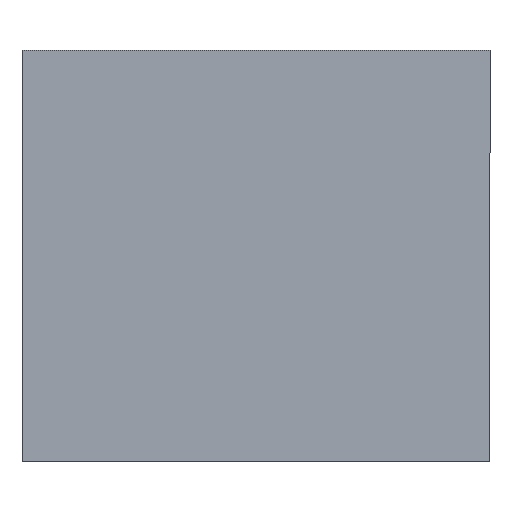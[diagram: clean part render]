
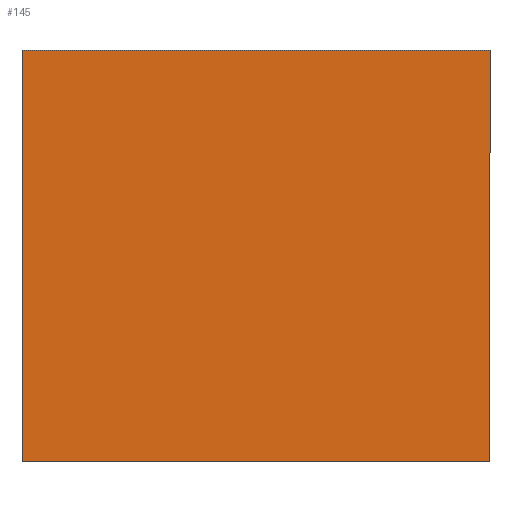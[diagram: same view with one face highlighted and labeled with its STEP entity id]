
A CAD part, left-side view. The second image highlights one B-rep face of the part: STEP entity #145.
In plain terms, the highlighted planar face has unit normal (-1, 0, 0).
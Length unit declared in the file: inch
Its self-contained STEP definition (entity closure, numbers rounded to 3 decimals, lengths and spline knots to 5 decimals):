
#15=LINE('',#231,#27);
#19=LINE('',#239,#31);
#22=LINE('',#245,#34);
#25=LINE('',#250,#37);
#27=VECTOR('',#195,0.3937);
#31=VECTOR('',#201,0.3937);
#34=VECTOR('',#206,0.3937);
#37=VECTOR('',#211,0.3937);
#43=PLANE('',#177);
#57=FACE_OUTER_BOUND('',#71,.T.);
#71=EDGE_LOOP('',(#129,#130,#131,#132));
#81=VERTEX_POINT('',#229);
#82=VERTEX_POINT('',#230);
#85=VERTEX_POINT('',#238);
#87=VERTEX_POINT('',#244);
#93=EDGE_CURVE('',#81,#82,#15,.T.);
#97=EDGE_CURVE('',#82,#85,#19,.T.);
#100=EDGE_CURVE('',#85,#87,#22,.T.);
#103=EDGE_CURVE('',#87,#81,#25,.T.);
#129=ORIENTED_EDGE('',*,*,#103,.T.);
#130=ORIENTED_EDGE('',*,*,#93,.T.);
#131=ORIENTED_EDGE('',*,*,#97,.T.);
#132=ORIENTED_EDGE('',*,*,#100,.T.);
#145=ADVANCED_FACE('',(#57),#43,.F.);
#177=AXIS2_PLACEMENT_3D('',#252,#213,#214);
#195=DIRECTION('',(0.,0.,-1.));
#201=DIRECTION('',(0.,-1.,0.));
#206=DIRECTION('',(0.,0.,1.));
#211=DIRECTION('',(0.,1.,0.));
#213=DIRECTION('center_axis',(1.,0.,0.));
#214=DIRECTION('ref_axis',(0.,0.,-1.));
#229=CARTESIAN_POINT('',(0.,1.25,0.6));
#230=CARTESIAN_POINT('',(0.,1.25,-0.5));
#231=CARTESIAN_POINT('',(0.,1.25,0.6));
#238=CARTESIAN_POINT('',(0.,0.,-0.5));
#239=CARTESIAN_POINT('',(0.,1.25,-0.5));
#244=CARTESIAN_POINT('',(0.,0.,0.6));
#245=CARTESIAN_POINT('',(0.,0.,-0.5));
#250=CARTESIAN_POINT('',(0.,0.,0.6));
#252=CARTESIAN_POINT('Origin',(0.,0.625,0.05));
